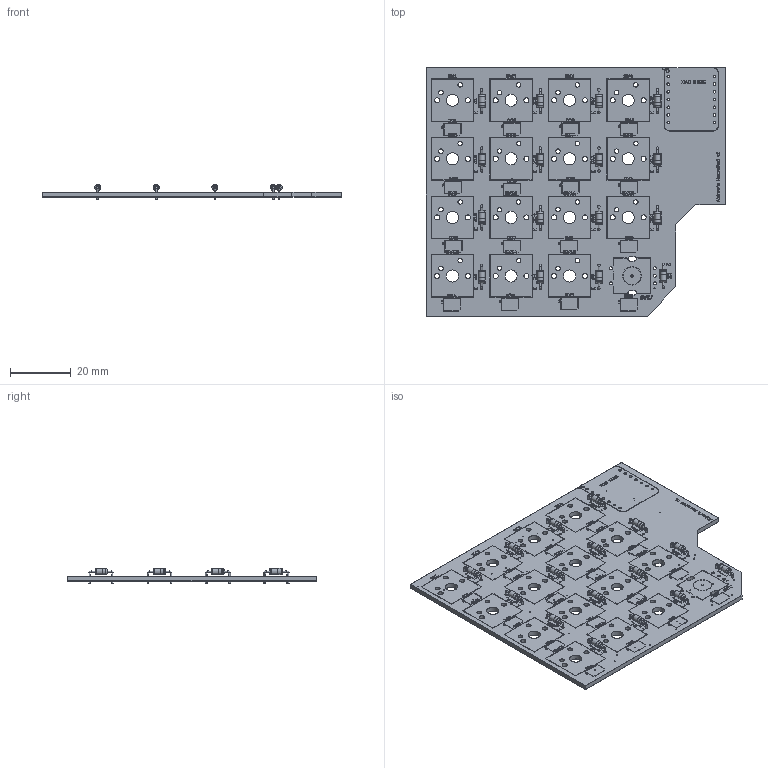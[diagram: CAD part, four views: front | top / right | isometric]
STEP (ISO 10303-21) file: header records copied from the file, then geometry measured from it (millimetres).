
FILE_DESCRIPTION(('KiCad electronic assembly'),'2;1');
FILE_NAME('16 key mhmhm.step','2025-12-24T12:12:44',('Pcbnew'),('Kicad') ,'Open CASCADE STEP processor 7.9','KiCad to STEP converter','Unknown' );
FILE_SCHEMA(('AUTOMOTIVE_DESIGN { 1 0 10303 214 1 1 1 1 }'));
Length unit declared in the file: millimetre
Products named in the file (6): 16 key mhmhm 1; D_DO-35_SOD27_P7.62mm_Horizontal; 16 key_silkscreen; 16 key_soldermask; 16 key_PCB
Assembly tree (20 placements, depth 2):
  16 key mhmhm 1
    D_DO-35_SOD27_P7.62mm_Horizontal  x16
    16 key_silkscreen
    16 key_soldermask
    16 key_soldermask
    16 key_PCB
Bounding box: 98.65 x 81.89 x 5.01 mm (x, y, z)
Volume: 10957.5 mm3; surface area: 31096 mm2
Topology: 33 solids, 176 shells, 598 faces, 6605 edges, 6248 vertices
Faces by surface type: cylinder 281, plane 253, torus 64
Full cylindrical faces by diameter (mm): 0.3 x55, 0.5 x48, 0.8 x32, 0.889 x14, 1 x5, 1.5 x30, 1.7 x30, 2 x32, 2.02 x16, 4 x15
Entity records: 58370 total; most frequent: CARTESIAN_POINT 12662, DIRECTION 8839, ORIENTED_EDGE 6860, EDGE_CURVE 6245, VERTEX_POINT 6038, LINE 4409, VECTOR 4409, AXIS2_PLACEMENT_3D 2215
